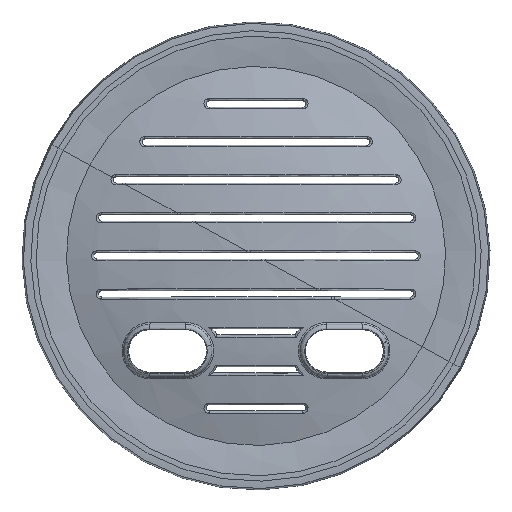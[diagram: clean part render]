
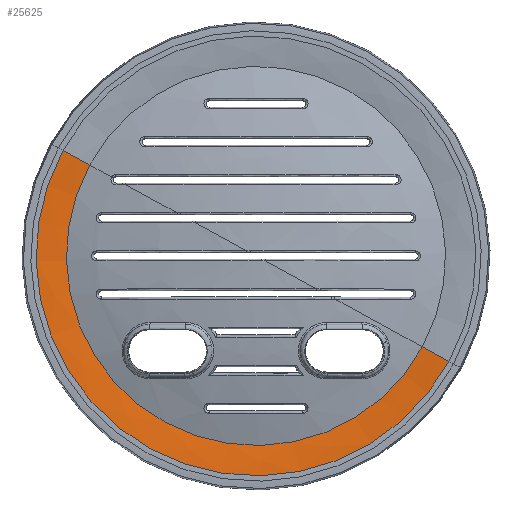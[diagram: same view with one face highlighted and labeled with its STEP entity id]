
A CAD part, top view. The second image highlights one B-rep face of the part: STEP entity #25625.
In plain terms, the highlighted face is a revolution surface.
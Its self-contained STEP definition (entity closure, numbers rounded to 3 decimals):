
#398=AXIS2_PLACEMENT_3D('Circle Axis2P3D',#396,#397,$) ;
#22999=AXIS2_PLACEMENT_3D('Circle Axis2P3D',#22997,#22998,$) ;
#393=CARTESIAN_POINT('Vertex',(18.837,-10.291,9.478)) ;
#396=CARTESIAN_POINT('Axis2P3D Location',(0.,0.,9.478)) ;
#400=CARTESIAN_POINT('Vertex',(-18.837,10.291,9.478)) ;
#21004=CARTESIAN_POINT('Vertex',(-21.844,11.933,9.895)) ;
#21011=CARTESIAN_POINT('Vertex',(21.844,-11.933,9.895)) ;
#22997=CARTESIAN_POINT('Axis2P3D Location',(0.,0.,9.895)) ;
#23029=CARTESIAN_POINT('Control Point',(-21.844,11.933,9.895)) ;
#23030=CARTESIAN_POINT('Control Point',(-21.278,11.624,9.879)) ;
#23031=CARTESIAN_POINT('Control Point',(-20.715,11.317,9.817)) ;
#23032=CARTESIAN_POINT('Control Point',(-20.153,11.01,9.728)) ;
#23033=CARTESIAN_POINT('Control Point',(-19.555,10.683,9.618)) ;
#23034=CARTESIAN_POINT('Control Point',(-18.957,10.356,9.501)) ;
#23035=CARTESIAN_POINT('Control Point',(-18.917,10.334,9.494)) ;
#23036=CARTESIAN_POINT('Control Point',(-18.877,10.313,9.486)) ;
#23037=CARTESIAN_POINT('Control Point',(-18.837,10.291,9.478)) ;
#23040=CARTESIAN_POINT('Control Point',(21.844,-11.933,9.895)) ;
#23041=CARTESIAN_POINT('Control Point',(21.278,-11.624,9.879)) ;
#23042=CARTESIAN_POINT('Control Point',(20.715,-11.317,9.817)) ;
#23043=CARTESIAN_POINT('Control Point',(20.153,-11.01,9.728)) ;
#23044=CARTESIAN_POINT('Control Point',(19.555,-10.683,9.618)) ;
#23045=CARTESIAN_POINT('Control Point',(18.957,-10.356,9.501)) ;
#23046=CARTESIAN_POINT('Control Point',(18.917,-10.334,9.494)) ;
#23047=CARTESIAN_POINT('Control Point',(18.877,-10.313,9.486)) ;
#23048=CARTESIAN_POINT('Control Point',(18.837,-10.291,9.478)) ;
#25606=CARTESIAN_POINT('Control Point',(24.891,0.,9.895)) ;
#25607=CARTESIAN_POINT('Control Point',(24.246,0.,9.879)) ;
#25608=CARTESIAN_POINT('Control Point',(23.605,0.,9.817)) ;
#25609=CARTESIAN_POINT('Control Point',(22.965,0.,9.728)) ;
#25610=CARTESIAN_POINT('Control Point',(22.283,0.,9.618)) ;
#25611=CARTESIAN_POINT('Control Point',(21.601,0.,9.501)) ;
#25612=CARTESIAN_POINT('Control Point',(21.556,0.,9.494)) ;
#25613=CARTESIAN_POINT('Control Point',(21.51,0.,9.486)) ;
#25614=CARTESIAN_POINT('Control Point',(21.465,0.,9.478)) ;
#25615=CARTESIAN_POINT('Axis1P Location',(0.,0.,8.35)) ;
#397=DIRECTION('Axis2P3D Direction',(0.,0.,-1.)) ;
#22998=DIRECTION('Axis2P3D Direction',(0.,0.,-1.)) ;
#25616=DIRECTION('Axis1P Direction',(0.,0.,-1.)) ;
#25617=AXIS1_PLACEMENT('Revolution Surface Axis1P',#25615,#25616) ;
#25620=ORIENTED_EDGE('',*,*,#402,.F.) ;
#25621=ORIENTED_EDGE('',*,*,#23049,.F.) ;
#25622=ORIENTED_EDGE('',*,*,#23001,.T.) ;
#25623=ORIENTED_EDGE('',*,*,#23038,.T.) ;
#25625=ADVANCED_FACE('Extraction.1',(#25624),#25618,.T.) ;
#23028=B_SPLINE_CURVE_WITH_KNOTS('',5,(#23029,#23030,#23031,#23032,#23033,#23034,#23035,#23036,#23037),.UNSPECIFIED.,.F.,.U.,(6,3,6),(0.,4.56,4.887),.UNSPECIFIED.) ;
#23039=B_SPLINE_CURVE_WITH_KNOTS('',5,(#23040,#23041,#23042,#23043,#23044,#23045,#23046,#23047,#23048),.UNSPECIFIED.,.F.,.U.,(6,3,6),(0.,4.56,4.887),.UNSPECIFIED.) ;
#25605=B_SPLINE_CURVE_WITH_KNOTS('',5,(#25606,#25607,#25608,#25609,#25610,#25611,#25612,#25613,#25614),.UNSPECIFIED.,.F.,.U.,(6,3,6),(0.,4.56,4.887),.UNSPECIFIED.) ;
#399=CIRCLE('generated circle',#398,21.465) ;
#23000=CIRCLE('generated circle',#22999,24.891) ;
#402=EDGE_CURVE('',#394,#401,#399,.T.) ;
#23001=EDGE_CURVE('',#21012,#21005,#23000,.T.) ;
#23038=EDGE_CURVE('',#21005,#401,#23028,.T.) ;
#23049=EDGE_CURVE('',#21012,#394,#23039,.T.) ;
#25619=EDGE_LOOP('',(#25620,#25621,#25622,#25623)) ;
#25624=FACE_OUTER_BOUND('',#25619,.T.) ;
#25618=SURFACE_OF_REVOLUTION('Surface of Revolution',#25605,#25617) ;
#394=VERTEX_POINT('',#393) ;
#401=VERTEX_POINT('',#400) ;
#21005=VERTEX_POINT('',#21004) ;
#21012=VERTEX_POINT('',#21011) ;
